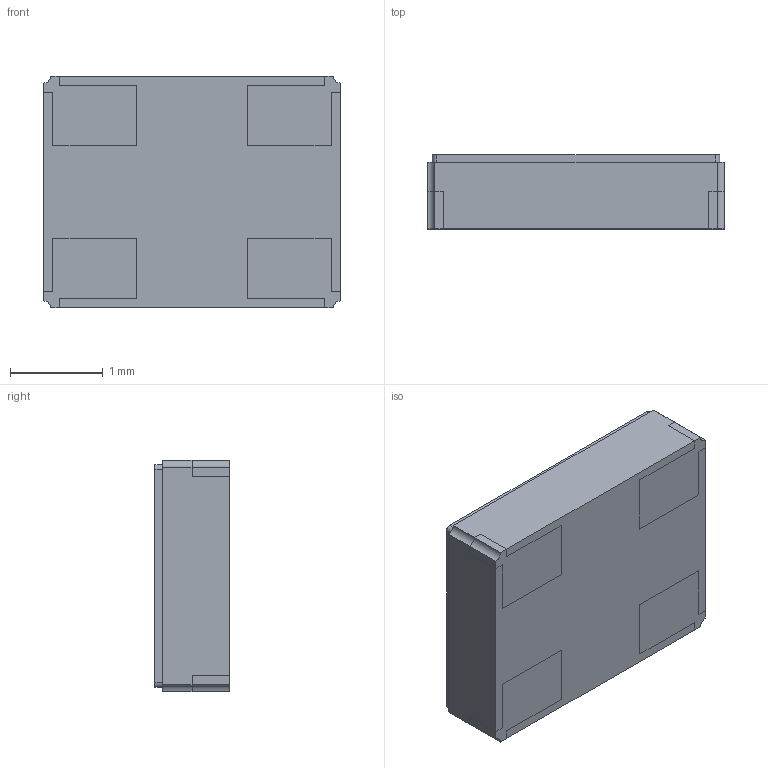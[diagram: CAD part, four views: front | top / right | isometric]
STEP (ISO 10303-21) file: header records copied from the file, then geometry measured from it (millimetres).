
FILE_DESCRIPTION(('FreeCAD Model'),'2;1');
FILE_NAME('XTAL_ABM8W-12P0000MHZ-4-B1U-T3.step','2020-08-02T01:07:58',('Author'),(''), 'Open CASCADE STEP processor 7.3','FreeCAD','Unknown');
FILE_SCHEMA(('AUTOMOTIVE_DESIGN { 1 0 10303 214 1 1 1 1 }'));
Length unit declared in the file: millimetre
Products named in the file (1): ECX-32
Bounding box: 3.2 x 0.8 x 2.5 mm (x, y, z)
Volume: 6.3 mm3; surface area: 39.9 mm2
Topology: 5 solids, 5 shells, 91 faces, 720 edges, 2080 vertices
Faces by surface type: plane 79, cylinder 12
Entity records: 11434 total; most frequent: CARTESIAN_POINT 3456, DIRECTION 1442, LINE 1104, VECTOR 1104, GEOMETRIC_CURVE_SET 481, ORIENTED_EDGE 480, PCURVE 480, DEFINITIONAL_REPRESENTATION 480
